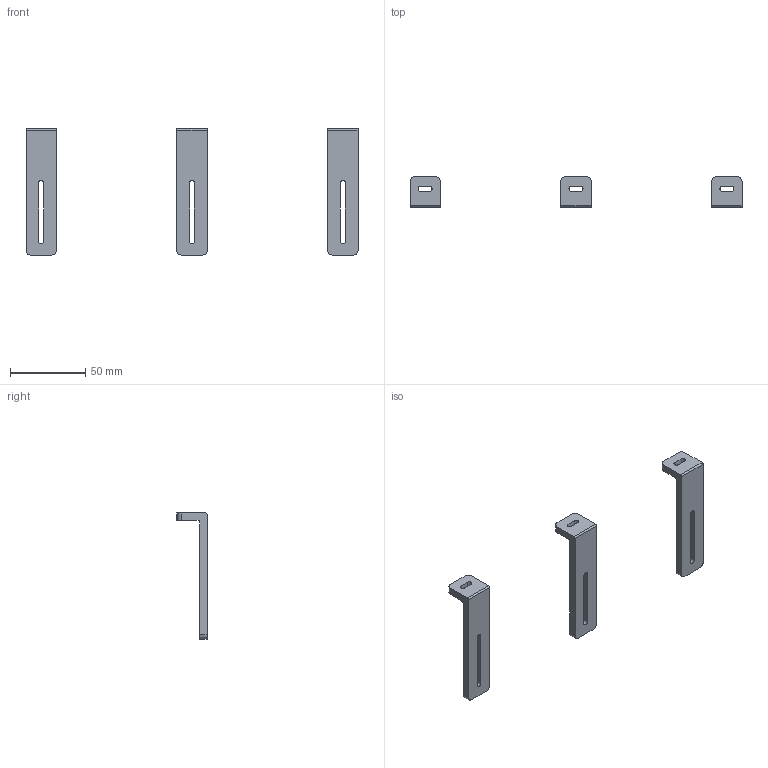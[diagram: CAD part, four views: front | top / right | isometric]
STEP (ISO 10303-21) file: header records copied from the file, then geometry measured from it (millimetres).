
FILE_DESCRIPTION(/* description */ (''),/* implementation_level */ '2;1');
FILE_NAME(/* name */ 'air box mount.step',/* time_stamp */ '2023-10-17T10:50:47+08:00',/* author */ (''),/* organization */ (''),/* preprocessor_version */ 'ST-DEVELOPER v20',/* originating_system */ 'Autodesk Translation Framework v12.14.0.127',/* authorisation */ '');
FILE_SCHEMA (('AUTOMOTIVE_DESIGN { 1 0 10303 214 3 1 1 }'));
Length unit declared in the file: millimetre
Products named in the file (1): duct mount
Bounding box: 220 x 20 x 83.57 mm (x, y, z)
Volume: 26751.3 mm3; surface area: 15924.6 mm2
Topology: 3 solids, 3 shells, 81 faces, 216 edges, 144 vertices
Faces by surface type: plane 45, cylinder 36
Entity records: 2597 total; most frequent: DIRECTION 452, CARTESIAN_POINT 442, ORIENTED_EDGE 432, EDGE_CURVE 216, AXIS2_PLACEMENT_3D 154, LINE 144, VECTOR 144, VERTEX_POINT 144
